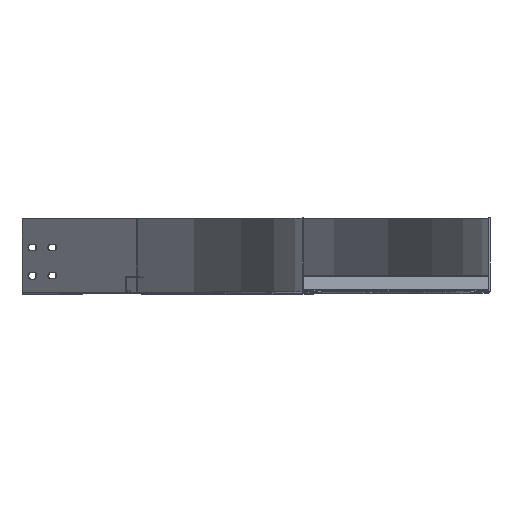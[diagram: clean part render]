
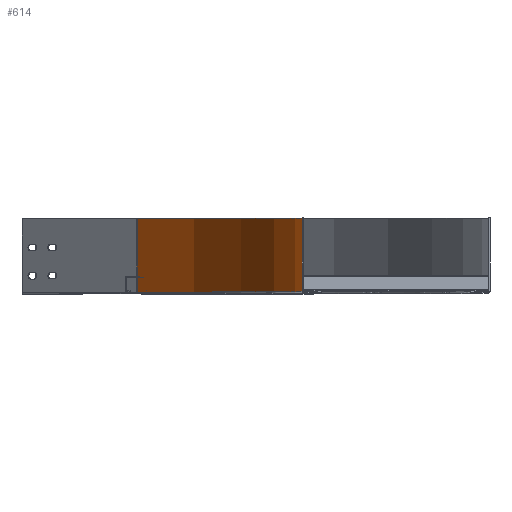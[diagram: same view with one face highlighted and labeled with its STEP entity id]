
A CAD part, top view. The second image highlights one B-rep face of the part: STEP entity #614.
In plain terms, the highlighted cylindrical face has radius 600 mm (diameter 1200 mm), a partial arc.
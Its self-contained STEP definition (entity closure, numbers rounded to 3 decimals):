
#614 = ADVANCED_FACE ( 'NONE', ( #2195 ), #2200, .F. ) ;
#711 = DIRECTION ( 'NONE',  ( 0., 0., 1. ) ) ;
#713 = DIRECTION ( 'NONE',  ( 0., 1., 0. ) ) ;
#715 = CARTESIAN_POINT ( 'NONE',  ( -600., 0., -173. ) ) ;
#880 = CARTESIAN_POINT ( 'NONE',  ( -600., 37.07, -173. ) ) ;
#881 = DIRECTION ( 'NONE',  ( 0., 1., 0. ) ) ;
#882 = DIRECTION ( 'NONE',  ( 0., 0., 1. ) ) ;
#884 = DIRECTION ( 'NONE',  ( 0., -1., 0. ) ) ;
#885 = CARTESIAN_POINT ( 'NONE',  ( -175.736, -41.13, -597.264 ) ) ;
#894 = CARTESIAN_POINT ( 'NONE',  ( -600., -41.13, -173. ) ) ;
#895 = DIRECTION ( 'NONE',  ( 0., 1., 0. ) ) ;
#896 = DIRECTION ( 'NONE',  ( 0., 0., 1. ) ) ;
#977 = DIRECTION ( 'NONE',  ( 0., -1., 0. ) ) ;
#982 = CARTESIAN_POINT ( 'NONE',  ( 0., -41.13, -173. ) ) ;
#1154 = EDGE_CURVE ( 'NONE', #2964, #2970, #2289, .T. ) ;
#1158 = EDGE_CURVE ( 'NONE', #2970, #2971, #2295, .T. ) ;
#1160 = EDGE_CURVE ( 'NONE', #2967, #2971, #2297, .T. ) ;
#1198 = EDGE_CURVE ( 'NONE', #2964, #2967, #2360, .T. ) ;
#2195 = FACE_OUTER_BOUND ( 'NONE', #5426, .T. ) ;
#2200 = CYLINDRICAL_SURFACE ( 'NONE', #4451, 600. ) ;
#2289 = CIRCLE ( 'NONE', #4478, 600. ) ;
#2295 = LINE ( 'NONE', #885, #2299 ) ;
#2297 = CIRCLE ( 'NONE', #4480, 600. ) ;
#2299 = VECTOR ( 'NONE', #884, 1000. ) ;
#2360 = LINE ( 'NONE', #982, #2362 ) ;
#2362 = VECTOR ( 'NONE', #977, 1000. ) ;
#2964 = VERTEX_POINT ( 'NONE', #3628 ) ;
#2967 = VERTEX_POINT ( 'NONE', #3631 ) ;
#2970 = VERTEX_POINT ( 'NONE', #3634 ) ;
#2971 = VERTEX_POINT ( 'NONE', #3635 ) ;
#3628 = CARTESIAN_POINT ( 'NONE',  ( 0., 37.07, -173. ) ) ;
#3631 = CARTESIAN_POINT ( 'NONE',  ( 0., -41.13, -173. ) ) ;
#3634 = CARTESIAN_POINT ( 'NONE',  ( -175.736, 37.07, -597.264 ) ) ;
#3635 = CARTESIAN_POINT ( 'NONE',  ( -175.736, -41.13, -597.264 ) ) ;
#4451 = AXIS2_PLACEMENT_3D ( 'NONE', #715, #713, #711 ) ;
#4478 = AXIS2_PLACEMENT_3D ( 'NONE', #880, #881, #882 ) ;
#4480 = AXIS2_PLACEMENT_3D ( 'NONE', #894, #895, #896 ) ;
#5426 = EDGE_LOOP ( 'NONE', ( #6431, #6439, #6440, #6441 ) ) ;
#6431 = ORIENTED_EDGE ( 'NONE', *, *, #1198, .F. ) ;
#6439 = ORIENTED_EDGE ( 'NONE', *, *, #1154, .T. ) ;
#6440 = ORIENTED_EDGE ( 'NONE', *, *, #1158, .T. ) ;
#6441 = ORIENTED_EDGE ( 'NONE', *, *, #1160, .F. ) ;
